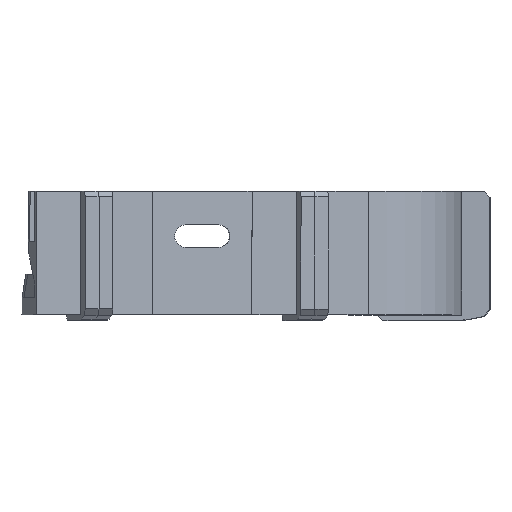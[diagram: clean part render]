
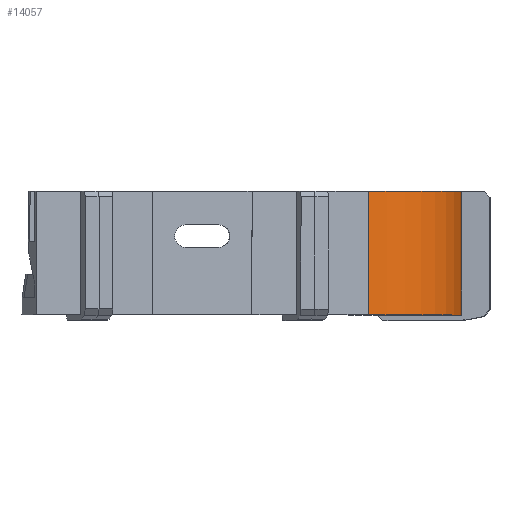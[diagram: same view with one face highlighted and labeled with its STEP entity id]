
A CAD part, left-side view. The second image highlights one B-rep face of the part: STEP entity #14057.
In plain terms, the highlighted cylindrical face has radius 20 mm (diameter 40 mm), a partial arc.
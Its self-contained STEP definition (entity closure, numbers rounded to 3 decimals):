
#14057 = ADVANCED_FACE('',(#14058),#14073,.T.);
#14058 = FACE_BOUND('',#14059,.F.);
#14059 = EDGE_LOOP('',(#14060,#14096,#14124,#14153));
#14060 = ORIENTED_EDGE('',*,*,#14061,.T.);
#14061 = EDGE_CURVE('',#14062,#14064,#14066,.T.);
#14062 = VERTEX_POINT('',#14063);
#14063 = CARTESIAN_POINT('',(0.,0.,0.));
#14064 = VERTEX_POINT('',#14065);
#14065 = CARTESIAN_POINT('',(-19.696,16.527,0.));
#14066 = SURFACE_CURVE('',#14067,(#14072,#14084),.PCURVE_S1.);
#14067 = CIRCLE('',#14068,20.);
#14068 = AXIS2_PLACEMENT_3D('',#14069,#14070,#14071);
#14069 = CARTESIAN_POINT('',(0.,20.,0.));
#14070 = DIRECTION('',(0.,0.,-1.));
#14071 = DIRECTION('',(0.,-1.,0.));
#14072 = PCURVE('',#14073,#14078);
#14073 = CYLINDRICAL_SURFACE('',#14074,20.);
#14074 = AXIS2_PLACEMENT_3D('',#14075,#14076,#14077);
#14075 = CARTESIAN_POINT('',(0.,20.,0.));
#14076 = DIRECTION('',(-0.,-0.,1.));
#14077 = DIRECTION('',(0.,-1.,0.));
#14078 = DEFINITIONAL_REPRESENTATION('',(#14079),#14083);
#14079 = LINE('',#14080,#14081);
#14080 = CARTESIAN_POINT('',(-0.,0.));
#14081 = VECTOR('',#14082,1.);
#14082 = DIRECTION('',(-1.,0.));
#14083 = ( GEOMETRIC_REPRESENTATION_CONTEXT(2) 
PARAMETRIC_REPRESENTATION_CONTEXT() REPRESENTATION_CONTEXT('2D SPACE',''
  ) );
#14084 = PCURVE('',#14085,#14090);
#14085 = PLANE('',#14086);
#14086 = AXIS2_PLACEMENT_3D('',#14087,#14088,#14089);
#14087 = CARTESIAN_POINT('',(0.,20.,0.));
#14088 = DIRECTION('',(0.,0.,-1.));
#14089 = DIRECTION('',(0.,-1.,0.));
#14090 = DEFINITIONAL_REPRESENTATION('',(#14091),#14095);
#14091 = CIRCLE('',#14092,20.);
#14092 = AXIS2_PLACEMENT_2D('',#14093,#14094);
#14093 = CARTESIAN_POINT('',(0.,0.));
#14094 = DIRECTION('',(1.,-0.));
#14095 = ( GEOMETRIC_REPRESENTATION_CONTEXT(2) 
PARAMETRIC_REPRESENTATION_CONTEXT() REPRESENTATION_CONTEXT('2D SPACE',''
  ) );
#14096 = ORIENTED_EDGE('',*,*,#14097,.T.);
#14097 = EDGE_CURVE('',#14064,#14098,#14100,.T.);
#14098 = VERTEX_POINT('',#14099);
#14099 = CARTESIAN_POINT('',(-19.696,16.527,22.));
#14100 = SURFACE_CURVE('',#14101,(#14105,#14112),.PCURVE_S1.);
#14101 = LINE('',#14102,#14103);
#14102 = CARTESIAN_POINT('',(-19.696,16.527,0.));
#14103 = VECTOR('',#14104,1.);
#14104 = DIRECTION('',(0.,0.,1.));
#14105 = PCURVE('',#14073,#14106);
#14106 = DEFINITIONAL_REPRESENTATION('',(#14107),#14111);
#14107 = LINE('',#14108,#14109);
#14108 = CARTESIAN_POINT('',(-1.396,0.));
#14109 = VECTOR('',#14110,1.);
#14110 = DIRECTION('',(-0.,1.));
#14111 = ( GEOMETRIC_REPRESENTATION_CONTEXT(2) 
PARAMETRIC_REPRESENTATION_CONTEXT() REPRESENTATION_CONTEXT('2D SPACE',''
  ) );
#14112 = PCURVE('',#14113,#14118);
#14113 = PLANE('',#14114);
#14114 = AXIS2_PLACEMENT_3D('',#14115,#14116,#14117);
#14115 = CARTESIAN_POINT('',(-15.597,17.25,
    7.662));
#14116 = DIRECTION('',(-0.174,0.985,0.));
#14117 = DIRECTION('',(0.,0.,1.));
#14118 = DEFINITIONAL_REPRESENTATION('',(#14119),#14123);
#14119 = LINE('',#14120,#14121);
#14120 = CARTESIAN_POINT('',(-7.662,-4.162));
#14121 = VECTOR('',#14122,1.);
#14122 = DIRECTION('',(1.,0.));
#14123 = ( GEOMETRIC_REPRESENTATION_CONTEXT(2) 
PARAMETRIC_REPRESENTATION_CONTEXT() REPRESENTATION_CONTEXT('2D SPACE',''
  ) );
#14124 = ORIENTED_EDGE('',*,*,#14125,.F.);
#14125 = EDGE_CURVE('',#14126,#14098,#14128,.T.);
#14126 = VERTEX_POINT('',#14127);
#14127 = CARTESIAN_POINT('',(0.,0.,22.));
#14128 = SURFACE_CURVE('',#14129,(#14134,#14141),.PCURVE_S1.);
#14129 = CIRCLE('',#14130,20.);
#14130 = AXIS2_PLACEMENT_3D('',#14131,#14132,#14133);
#14131 = CARTESIAN_POINT('',(0.,20.,22.));
#14132 = DIRECTION('',(0.,0.,-1.));
#14133 = DIRECTION('',(0.,-1.,0.));
#14134 = PCURVE('',#14073,#14135);
#14135 = DEFINITIONAL_REPRESENTATION('',(#14136),#14140);
#14136 = LINE('',#14137,#14138);
#14137 = CARTESIAN_POINT('',(-0.,22.));
#14138 = VECTOR('',#14139,1.);
#14139 = DIRECTION('',(-1.,0.));
#14140 = ( GEOMETRIC_REPRESENTATION_CONTEXT(2) 
PARAMETRIC_REPRESENTATION_CONTEXT() REPRESENTATION_CONTEXT('2D SPACE',''
  ) );
#14141 = PCURVE('',#14142,#14147);
#14142 = PLANE('',#14143);
#14143 = AXIS2_PLACEMENT_3D('',#14144,#14145,#14146);
#14144 = CARTESIAN_POINT('',(0.,20.,22.));
#14145 = DIRECTION('',(0.,0.,-1.));
#14146 = DIRECTION('',(0.,-1.,0.));
#14147 = DEFINITIONAL_REPRESENTATION('',(#14148),#14152);
#14148 = CIRCLE('',#14149,20.);
#14149 = AXIS2_PLACEMENT_2D('',#14150,#14151);
#14150 = CARTESIAN_POINT('',(0.,0.));
#14151 = DIRECTION('',(1.,0.));
#14152 = ( GEOMETRIC_REPRESENTATION_CONTEXT(2) 
PARAMETRIC_REPRESENTATION_CONTEXT() REPRESENTATION_CONTEXT('2D SPACE',''
  ) );
#14153 = ORIENTED_EDGE('',*,*,#14154,.F.);
#14154 = EDGE_CURVE('',#14062,#14126,#14155,.T.);
#14155 = SURFACE_CURVE('',#14156,(#14160,#14167),.PCURVE_S1.);
#14156 = LINE('',#14157,#14158);
#14157 = CARTESIAN_POINT('',(0.,0.,0.));
#14158 = VECTOR('',#14159,1.);
#14159 = DIRECTION('',(0.,0.,1.));
#14160 = PCURVE('',#14073,#14161);
#14161 = DEFINITIONAL_REPRESENTATION('',(#14162),#14166);
#14162 = LINE('',#14163,#14164);
#14163 = CARTESIAN_POINT('',(-0.,0.));
#14164 = VECTOR('',#14165,1.);
#14165 = DIRECTION('',(-0.,1.));
#14166 = ( GEOMETRIC_REPRESENTATION_CONTEXT(2) 
PARAMETRIC_REPRESENTATION_CONTEXT() REPRESENTATION_CONTEXT('2D SPACE',''
  ) );
#14167 = PCURVE('',#14168,#14173);
#14168 = PLANE('',#14169);
#14169 = AXIS2_PLACEMENT_3D('',#14170,#14171,#14172);
#14170 = CARTESIAN_POINT('',(0.,4.162,7.662));
#14171 = DIRECTION('',(-1.,0.,0.));
#14172 = DIRECTION('',(0.,0.,1.));
#14173 = DEFINITIONAL_REPRESENTATION('',(#14174),#14178);
#14174 = LINE('',#14175,#14176);
#14175 = CARTESIAN_POINT('',(-7.662,-4.162));
#14176 = VECTOR('',#14177,1.);
#14177 = DIRECTION('',(1.,0.));
#14178 = ( GEOMETRIC_REPRESENTATION_CONTEXT(2) 
PARAMETRIC_REPRESENTATION_CONTEXT() REPRESENTATION_CONTEXT('2D SPACE',''
  ) );
